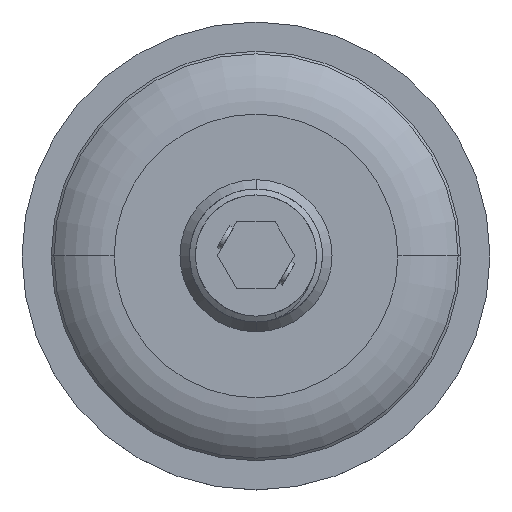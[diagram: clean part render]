
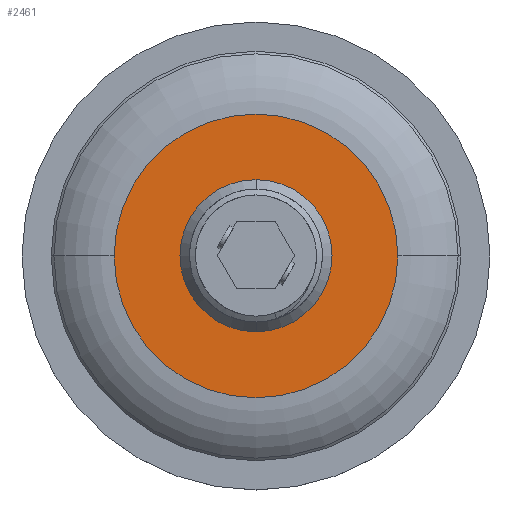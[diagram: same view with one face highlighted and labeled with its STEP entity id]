
A CAD part, top view. The second image highlights one B-rep face of the part: STEP entity #2461.
In plain terms, the highlighted planar face has unit normal (0, 0, 1).
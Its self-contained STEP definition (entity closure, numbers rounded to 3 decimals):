
#31 = VERTEX_POINT ( 'NONE', #3636 ) ;
#56 = AXIS2_PLACEMENT_3D ( 'NONE', #2507, #2236, #1912 ) ;
#99 = CARTESIAN_POINT ( 'NONE',  ( -4.619, 0., 0. ) ) ;
#100 = EDGE_CURVE ( 'NONE', #3657, #2349, #2348, .T. ) ;
#104 = CIRCLE ( 'NONE', #3335, 16.974 ) ;
#188 = DIRECTION ( 'NONE',  ( 0.5, 0.866, 0. ) ) ;
#201 = CARTESIAN_POINT ( 'NONE',  ( 2.309, -4., 0. ) ) ;
#285 = DIRECTION ( 'NONE',  ( -0.5, 0.866, 0. ) ) ;
#348 = DIRECTION ( 'NONE',  ( 0.5, -0.866, 0. ) ) ;
#525 = EDGE_LOOP ( 'NONE', ( #3073, #2079, #885, #2330, #2886, #3094 ) ) ;
#573 = VECTOR ( 'NONE', #348, 1000. ) ;
#582 = CARTESIAN_POINT ( 'NONE',  ( 4.619, 0., 0. ) ) ;
#625 = VERTEX_POINT ( 'NONE', #1001 ) ;
#637 = CARTESIAN_POINT ( 'NONE',  ( -16.974, 0., 0. ) ) ;
#683 = EDGE_CURVE ( 'NONE', #625, #31, #3479, .T. ) ;
#758 = LINE ( 'NONE', #1725, #1266 ) ;
#765 = DIRECTION ( 'NONE',  ( 1., 0., 0. ) ) ;
#774 = VECTOR ( 'NONE', #992, 1000. ) ;
#867 = DIRECTION ( 'NONE',  ( -1., 0., 0. ) ) ;
#885 = ORIENTED_EDGE ( 'NONE', *, *, #683, .F. ) ;
#955 = VECTOR ( 'NONE', #285, 1000. ) ;
#992 = DIRECTION ( 'NONE',  ( -1., 0., 0. ) ) ;
#1001 = CARTESIAN_POINT ( 'NONE',  ( 2.309, -4., 0. ) ) ;
#1154 = CARTESIAN_POINT ( 'NONE',  ( -2.309, -4., 0. ) ) ;
#1181 = DIRECTION ( 'NONE',  ( -1., 0., 0. ) ) ;
#1226 = FACE_BOUND ( 'NONE', #525, .T. ) ;
#1243 = DIRECTION ( 'NONE',  ( 0., 0., -1. ) ) ;
#1266 = VECTOR ( 'NONE', #3771, 1000. ) ;
#1276 = LINE ( 'NONE', #582, #955 ) ;
#1344 = EDGE_CURVE ( 'NONE', #2549, #3570, #2097, .T. ) ;
#1432 = CARTESIAN_POINT ( 'NONE',  ( -2.309, 4., 0. ) ) ;
#1444 = EDGE_CURVE ( 'NONE', #2891, #625, #1917, .T. ) ;
#1494 = CARTESIAN_POINT ( 'NONE',  ( 16.974, 0., 0. ) ) ;
#1651 = VECTOR ( 'NONE', #765, 1000. ) ;
#1657 = FACE_OUTER_BOUND ( 'NONE', #2253, .T. ) ;
#1725 = CARTESIAN_POINT ( 'NONE',  ( -2.309, 4., 0. ) ) ;
#1854 = EDGE_CURVE ( 'NONE', #2349, #3029, #758, .T. ) ;
#1873 = AXIS2_PLACEMENT_3D ( 'NONE', #3261, #3243, #867 ) ;
#1912 = DIRECTION ( 'NONE',  ( -1., 0., 0. ) ) ;
#1917 = LINE ( 'NONE', #2222, #1651 ) ;
#1989 = EDGE_CURVE ( 'NONE', #3029, #2891, #3439, .T. ) ;
#2079 = ORIENTED_EDGE ( 'NONE', *, *, #2511, .F. ) ;
#2097 = CIRCLE ( 'NONE', #56, 16.974 ) ;
#2103 = CARTESIAN_POINT ( 'NONE',  ( 0., 0., 0. ) ) ;
#2222 = CARTESIAN_POINT ( 'NONE',  ( -2.309, -4., 0. ) ) ;
#2236 = DIRECTION ( 'NONE',  ( 0., 0., -1. ) ) ;
#2253 = EDGE_LOOP ( 'NONE', ( #3673, #2427 ) ) ;
#2330 = ORIENTED_EDGE ( 'NONE', *, *, #1444, .F. ) ;
#2348 = LINE ( 'NONE', #3682, #774 ) ;
#2349 = VERTEX_POINT ( 'NONE', #1432 ) ;
#2427 = ORIENTED_EDGE ( 'NONE', *, *, #1344, .F. ) ;
#2461 = ADVANCED_FACE ( 'NONE', ( #1657, #1226 ), #2945, .F. ) ;
#2507 = CARTESIAN_POINT ( 'NONE',  ( 0., 0., 0. ) ) ;
#2511 = EDGE_CURVE ( 'NONE', #31, #3657, #1276, .T. ) ;
#2549 = VERTEX_POINT ( 'NONE', #1494 ) ;
#2886 = ORIENTED_EDGE ( 'NONE', *, *, #1989, .F. ) ;
#2891 = VERTEX_POINT ( 'NONE', #1154 ) ;
#2945 = PLANE ( 'NONE',  #1873 ) ;
#3000 = EDGE_CURVE ( 'NONE', #3570, #2549, #104, .T. ) ;
#3018 = VECTOR ( 'NONE', #188, 1000. ) ;
#3029 = VERTEX_POINT ( 'NONE', #3321 ) ;
#3073 = ORIENTED_EDGE ( 'NONE', *, *, #100, .F. ) ;
#3094 = ORIENTED_EDGE ( 'NONE', *, *, #1854, .F. ) ;
#3243 = DIRECTION ( 'NONE',  ( 0., 0., -1. ) ) ;
#3261 = CARTESIAN_POINT ( 'NONE',  ( 0., 0., 0. ) ) ;
#3321 = CARTESIAN_POINT ( 'NONE',  ( -4.619, 0., 0. ) ) ;
#3335 = AXIS2_PLACEMENT_3D ( 'NONE', #2103, #1243, #1181 ) ;
#3402 = CARTESIAN_POINT ( 'NONE',  ( 2.309, 4., 0. ) ) ;
#3439 = LINE ( 'NONE', #99, #573 ) ;
#3479 = LINE ( 'NONE', #201, #3018 ) ;
#3570 = VERTEX_POINT ( 'NONE', #637 ) ;
#3636 = CARTESIAN_POINT ( 'NONE',  ( 4.619, 0., 0. ) ) ;
#3657 = VERTEX_POINT ( 'NONE', #3402 ) ;
#3673 = ORIENTED_EDGE ( 'NONE', *, *, #3000, .F. ) ;
#3682 = CARTESIAN_POINT ( 'NONE',  ( 2.309, 4., 0. ) ) ;
#3771 = DIRECTION ( 'NONE',  ( -0.5, -0.866, 0. ) ) ;
